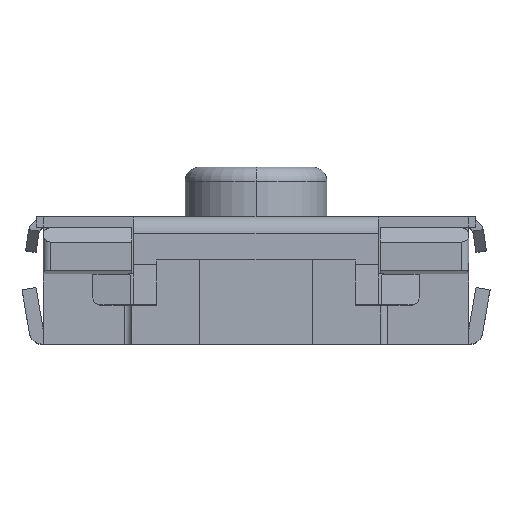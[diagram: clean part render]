
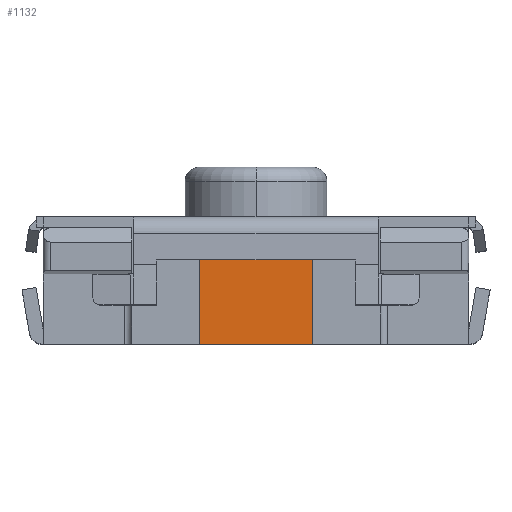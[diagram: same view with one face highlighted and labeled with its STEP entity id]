
A CAD part, top view. The second image highlights one B-rep face of the part: STEP entity #1132.
In plain terms, the highlighted planar face has unit normal (0, 0, 1).
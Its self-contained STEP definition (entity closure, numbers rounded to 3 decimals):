
#367 = EDGE_CURVE ( 'NONE', #3985, #1673, #6605, .T. ) ;
#403 = DIRECTION ( 'NONE',  ( -1., 0., 0. ) ) ;
#551 = AXIS2_PLACEMENT_3D ( 'NONE', #3735, #4406, #403 ) ;
#588 = LINE ( 'NONE', #5524, #7523 ) ;
#624 = CARTESIAN_POINT ( 'NONE',  ( -0.8, 1.65, 2.7 ) ) ;
#627 = ORIENTED_EDGE ( 'NONE', *, *, #3330, .F. ) ;
#1132 = ADVANCED_FACE ( 'NONE', ( #5539 ), #7761, .F. ) ;
#1673 = VERTEX_POINT ( 'NONE', #4697 ) ;
#1937 = CARTESIAN_POINT ( 'NONE',  ( -0.8, 1.65, 2.7 ) ) ;
#2328 = EDGE_CURVE ( 'NONE', #1673, #8046, #4258, .T. ) ;
#2479 = EDGE_CURVE ( 'NONE', #3131, #3985, #8341, .T. ) ;
#2979 = CARTESIAN_POINT ( 'NONE',  ( -0.8, 0., 2.7 ) ) ;
#3131 = VERTEX_POINT ( 'NONE', #1937 ) ;
#3214 = VECTOR ( 'NONE', #7073, 1000. ) ;
#3330 = EDGE_CURVE ( 'NONE', #8046, #3131, #588, .T. ) ;
#3346 = CARTESIAN_POINT ( 'NONE',  ( 0.8, 0., 2.7 ) ) ;
#3735 = CARTESIAN_POINT ( 'NONE',  ( -0.8, 0., 2.7 ) ) ;
#3765 = ORIENTED_EDGE ( 'NONE', *, *, #2328, .F. ) ;
#3985 = VERTEX_POINT ( 'NONE', #8322 ) ;
#4258 = LINE ( 'NONE', #7661, #7628 ) ;
#4406 = DIRECTION ( 'NONE',  ( 0., 0., -1. ) ) ;
#4697 = CARTESIAN_POINT ( 'NONE',  ( 0.8, 0., 2.7 ) ) ;
#5524 = CARTESIAN_POINT ( 'NONE',  ( -0.8, 0., 2.7 ) ) ;
#5539 = FACE_OUTER_BOUND ( 'NONE', #8397, .T. ) ;
#5554 = DIRECTION ( 'NONE',  ( 0., 1., 0. ) ) ;
#5956 = ORIENTED_EDGE ( 'NONE', *, *, #2479, .F. ) ;
#6605 = LINE ( 'NONE', #3346, #3214 ) ;
#7073 = DIRECTION ( 'NONE',  ( 0., -1., 0. ) ) ;
#7364 = ORIENTED_EDGE ( 'NONE', *, *, #367, .F. ) ;
#7376 = DIRECTION ( 'NONE',  ( 1., 0., 0. ) ) ;
#7523 = VECTOR ( 'NONE', #5554, 1000. ) ;
#7628 = VECTOR ( 'NONE', #8317, 1000. ) ;
#7661 = CARTESIAN_POINT ( 'NONE',  ( 5., 0., 2.7 ) ) ;
#7761 = PLANE ( 'NONE',  #551 ) ;
#8046 = VERTEX_POINT ( 'NONE', #2979 ) ;
#8119 = VECTOR ( 'NONE', #7376, 1000. ) ;
#8317 = DIRECTION ( 'NONE',  ( -1., 0., 0. ) ) ;
#8322 = CARTESIAN_POINT ( 'NONE',  ( 0.8, 1.65, 2.7 ) ) ;
#8341 = LINE ( 'NONE', #624, #8119 ) ;
#8397 = EDGE_LOOP ( 'NONE', ( #5956, #627, #3765, #7364 ) ) ;
